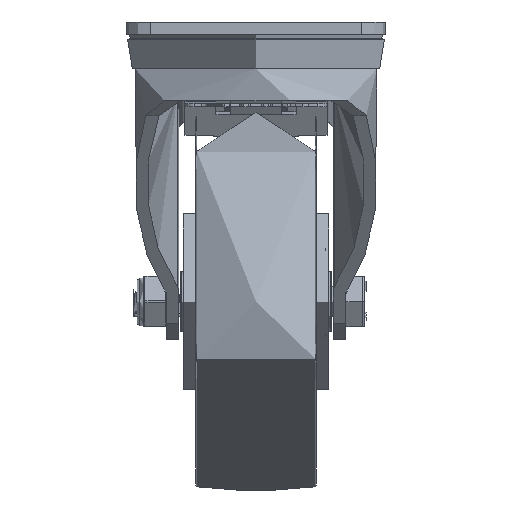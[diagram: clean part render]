
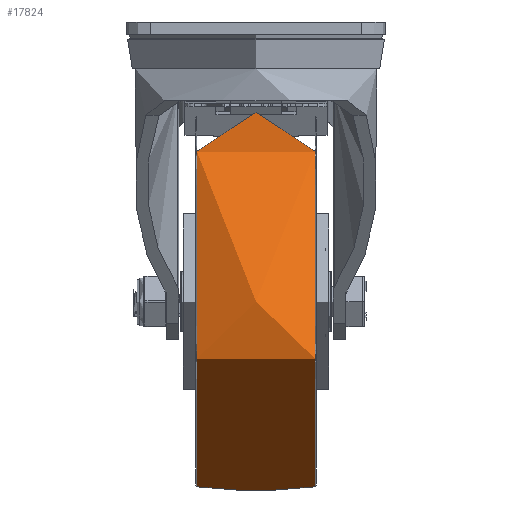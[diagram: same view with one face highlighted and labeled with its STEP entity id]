
A CAD part, left-side view. The second image highlights one B-rep face of the part: STEP entity #17824.
In plain terms, the highlighted free-form (B-spline) face has degree [2, 2] with [3, 9] control points.
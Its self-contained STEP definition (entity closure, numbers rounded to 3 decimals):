
#52=(
BOUNDED_SURFACE()
B_SPLINE_SURFACE(2,2,((#27749,#27750,#27751,#27752,#27753,#27754,#27755,
#27756,#27757),(#27758,#27759,#27760,#27761,#27762,#27763,#27764,#27765,
#27766),(#27767,#27768,#27769,#27770,#27771,#27772,#27773,#27774,#27775)),
 .UNSPECIFIED.,.F.,.T.,.F.)
B_SPLINE_SURFACE_WITH_KNOTS((3,3),(3,2,2,2,3),(-0.122,0.122),
(-3.142,-1.571,0.,1.571,3.142),
 .UNSPECIFIED.)
GEOMETRIC_REPRESENTATION_ITEM()
RATIONAL_B_SPLINE_SURFACE(((1.,0.707,1.,0.707,1.,
0.707,1.,0.707,1.),(0.993,0.702,
0.993,0.702,0.993,0.702,
0.993,0.702,0.993),(1.,0.707,
1.,0.707,1.,0.707,1.,0.707,1.)))
REPRESENTATION_ITEM('')
SURFACE()
);
#2301=FACE_OUTER_BOUND('',#3362,.T.);
#3362=EDGE_LOOP('',(#14023,#14024,#14025,#14026));
#7261=CIRCLE('',#19362,61.304);
#7262=CIRCLE('',#19363,160.625);
#7263=CIRCLE('',#19364,61.304);
#8214=VERTEX_POINT('',#27746);
#8215=VERTEX_POINT('',#27776);
#10312=EDGE_CURVE('',#8214,#8214,#7261,.T.);
#10313=EDGE_CURVE('',#8214,#8215,#7262,.T.);
#10314=EDGE_CURVE('',#8215,#8215,#7263,.T.);
#14023=ORIENTED_EDGE('',*,*,#10312,.F.);
#14024=ORIENTED_EDGE('',*,*,#10313,.T.);
#14025=ORIENTED_EDGE('',*,*,#10314,.T.);
#14026=ORIENTED_EDGE('',*,*,#10313,.F.);
#17824=ADVANCED_FACE('',(#2301),#52,.F.);
#19362=AXIS2_PLACEMENT_3D('',#27748,#22205,#22206);
#19363=AXIS2_PLACEMENT_3D('',#27777,#22207,#22208);
#19364=AXIS2_PLACEMENT_3D('',#27778,#22209,#22210);
#22205=DIRECTION('center_axis',(0.,1.,0.));
#22206=DIRECTION('ref_axis',(0.,0.,1.));
#22207=DIRECTION('center_axis',(-1.,0.,0.));
#22208=DIRECTION('ref_axis',(0.,0.,-1.));
#22209=DIRECTION('center_axis',(0.,1.,0.));
#22210=DIRECTION('ref_axis',(0.,0.,1.));
#27746=CARTESIAN_POINT('',(0.,19.561,-61.304));
#27748=CARTESIAN_POINT('Origin',(0.,19.561,0.));
#27749=CARTESIAN_POINT('Ctrl Pts',(0.,-19.561,-61.304));
#27750=CARTESIAN_POINT('Ctrl Pts',(-61.304,-19.561,
-61.304));
#27751=CARTESIAN_POINT('Ctrl Pts',(-61.304,-19.561,0.));
#27752=CARTESIAN_POINT('Ctrl Pts',(-61.304,-19.561,
61.304));
#27753=CARTESIAN_POINT('Ctrl Pts',(0.,-19.561,61.304));
#27754=CARTESIAN_POINT('Ctrl Pts',(61.304,-19.561,61.304));
#27755=CARTESIAN_POINT('Ctrl Pts',(61.304,-19.561,0.));
#27756=CARTESIAN_POINT('Ctrl Pts',(61.304,-19.561,-61.304));
#27757=CARTESIAN_POINT('Ctrl Pts',(0.,-19.561,-61.304));
#27758=CARTESIAN_POINT('Ctrl Pts',(0.,0.,-63.704));
#27759=CARTESIAN_POINT('Ctrl Pts',(-63.704,0.,
-63.704));
#27760=CARTESIAN_POINT('Ctrl Pts',(-63.704,0.,
0.));
#27761=CARTESIAN_POINT('Ctrl Pts',(-63.704,0.,
63.704));
#27762=CARTESIAN_POINT('Ctrl Pts',(0.,0.,63.704));
#27763=CARTESIAN_POINT('Ctrl Pts',(63.704,0.,
63.704));
#27764=CARTESIAN_POINT('Ctrl Pts',(63.704,0.,
0.));
#27765=CARTESIAN_POINT('Ctrl Pts',(63.704,0.,
-63.704));
#27766=CARTESIAN_POINT('Ctrl Pts',(0.,0.,-63.704));
#27767=CARTESIAN_POINT('Ctrl Pts',(0.,19.561,-61.304));
#27768=CARTESIAN_POINT('Ctrl Pts',(-61.304,19.561,-61.304));
#27769=CARTESIAN_POINT('Ctrl Pts',(-61.304,19.561,0.));
#27770=CARTESIAN_POINT('Ctrl Pts',(-61.304,19.561,61.304));
#27771=CARTESIAN_POINT('Ctrl Pts',(0.,19.561,61.304));
#27772=CARTESIAN_POINT('Ctrl Pts',(61.304,19.561,61.304));
#27773=CARTESIAN_POINT('Ctrl Pts',(61.304,19.561,0.));
#27774=CARTESIAN_POINT('Ctrl Pts',(61.304,19.561,-61.304));
#27775=CARTESIAN_POINT('Ctrl Pts',(0.,19.561,-61.304));
#27776=CARTESIAN_POINT('',(0.,-19.561,-61.304));
#27777=CARTESIAN_POINT('Origin',(0.,0.,
98.125));
#27778=CARTESIAN_POINT('Origin',(0.,-19.561,0.));
